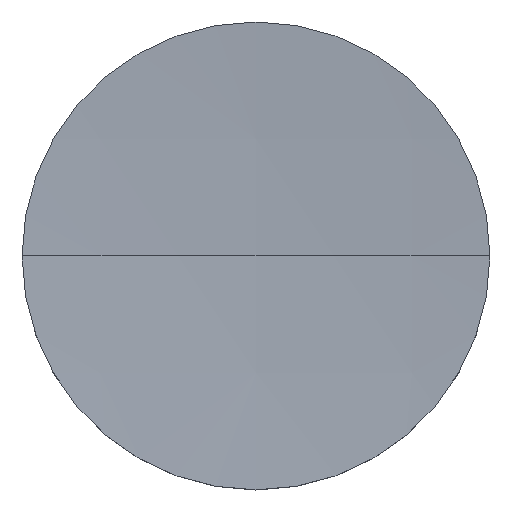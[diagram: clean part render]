
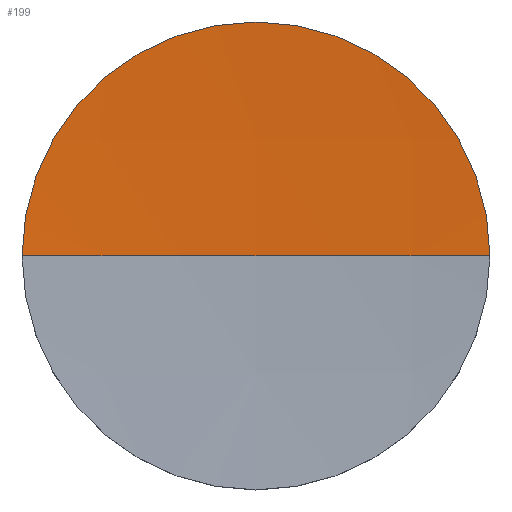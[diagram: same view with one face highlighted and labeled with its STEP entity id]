
A CAD part, top view. The second image highlights one B-rep face of the part: STEP entity #199.
In plain terms, the highlighted spherical face has radius 600 mm.
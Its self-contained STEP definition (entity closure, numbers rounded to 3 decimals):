
#12 = CARTESIAN_POINT ( 'NONE',  ( 38.1, 0., 12.7 ) ) ;
#15 = CARTESIAN_POINT ( 'NONE',  ( 0., 0., 611.489 ) ) ;
#19 = CIRCLE ( 'NONE', #118, 600. ) ;
#23 = ORIENTED_EDGE ( 'NONE', *, *, #62, .T. ) ;
#31 = AXIS2_PLACEMENT_3D ( 'NONE', #61, #104, #43 ) ;
#36 = CIRCLE ( 'NONE', #95, 38.1 ) ;
#43 = DIRECTION ( 'NONE',  ( 1., 0., 0. ) ) ;
#45 = DIRECTION ( 'NONE',  ( 1., 0., 0. ) ) ;
#52 = VERTEX_POINT ( 'NONE', #164 ) ;
#58 = DIRECTION ( 'NONE',  ( 1., 0., 0. ) ) ;
#61 = CARTESIAN_POINT ( 'NONE',  ( 0., 0., 611.489 ) ) ;
#62 = EDGE_CURVE ( 'NONE', #52, #109, #152, .T. ) ;
#87 = VERTEX_POINT ( 'NONE', #12 ) ;
#88 = DIRECTION ( 'NONE',  ( 0., 0., -1. ) ) ;
#89 = DIRECTION ( 'NONE',  ( 0., -1., 0. ) ) ;
#92 = CARTESIAN_POINT ( 'NONE',  ( 0., 0., 12.7 ) ) ;
#95 = AXIS2_PLACEMENT_3D ( 'NONE', #92, #88, #45 ) ;
#103 = DIRECTION ( 'NONE',  ( 0., 1., 0. ) ) ;
#104 = DIRECTION ( 'NONE',  ( 0., -1., 0. ) ) ;
#109 = VERTEX_POINT ( 'NONE', #131 ) ;
#116 = SPHERICAL_SURFACE ( 'NONE', #182, 600. ) ;
#118 = AXIS2_PLACEMENT_3D ( 'NONE', #198, #103, #146 ) ;
#123 = EDGE_CURVE ( 'NONE', #87, #109, #19, .T. ) ;
#128 = EDGE_CURVE ( 'NONE', #52, #87, #36, .T. ) ;
#131 = CARTESIAN_POINT ( 'NONE',  ( 0., 0., 11.489 ) ) ;
#138 = ORIENTED_EDGE ( 'NONE', *, *, #123, .F. ) ;
#146 = DIRECTION ( 'NONE',  ( 0., 0., 1. ) ) ;
#152 = CIRCLE ( 'NONE', #31, 600. ) ;
#156 = ORIENTED_EDGE ( 'NONE', *, *, #128, .F. ) ;
#164 = CARTESIAN_POINT ( 'NONE',  ( -38.1, 0., 12.7 ) ) ;
#180 = EDGE_LOOP ( 'NONE', ( #156, #23, #138 ) ) ;
#182 = AXIS2_PLACEMENT_3D ( 'NONE', #15, #89, #58 ) ;
#195 = FACE_OUTER_BOUND ( 'NONE', #180, .T. ) ;
#198 = CARTESIAN_POINT ( 'NONE',  ( 0., 0., 611.489 ) ) ;
#199 = ADVANCED_FACE ( 'NONE', ( #195 ), #116, .F. ) ;
